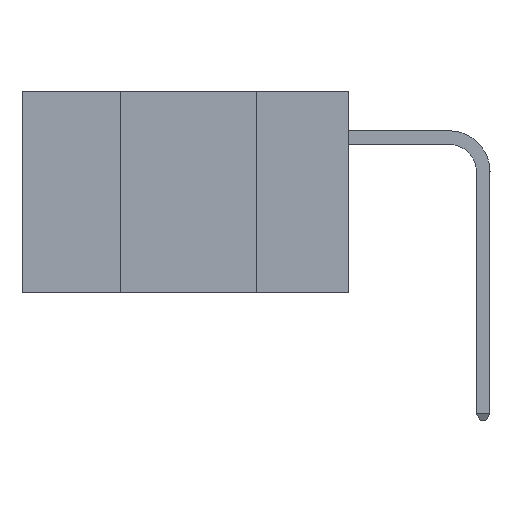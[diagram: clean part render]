
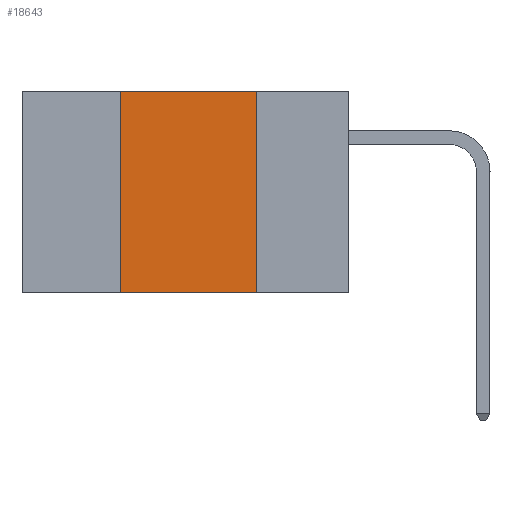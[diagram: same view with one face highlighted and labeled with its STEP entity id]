
A CAD part, left-side view. The second image highlights one B-rep face of the part: STEP entity #18643.
In plain terms, the highlighted planar face has unit normal (-1, 0, 0).
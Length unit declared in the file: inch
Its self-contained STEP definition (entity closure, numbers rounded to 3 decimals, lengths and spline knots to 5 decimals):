
#3 = CARTESIAN_POINT ( 'NONE',  ( 0., 0.6, 0. ) ) ;
#72 = DIRECTION ( 'NONE',  ( 0., 0., -1. ) ) ;
#165 = LINE ( 'NONE', #6833, #19150 ) ;
#725 = ORIENTED_EDGE ( 'NONE', *, *, #15819, .F. ) ;
#1423 = CARTESIAN_POINT ( 'NONE',  ( 0., 0.42, -0.37 ) ) ;
#1771 = DIRECTION ( 'NONE',  ( 0., 0., 1. ) ) ;
#2212 = ORIENTED_EDGE ( 'NONE', *, *, #23266, .T. ) ;
#2548 = VERTEX_POINT ( 'NONE', #13352 ) ;
#3639 = ORIENTED_EDGE ( 'NONE', *, *, #21778, .F. ) ;
#6489 = ORIENTED_EDGE ( 'NONE', *, *, #12120, .F. ) ;
#6830 = CARTESIAN_POINT ( 'NONE',  ( 0., 0.17, -0.37 ) ) ;
#6833 = CARTESIAN_POINT ( 'NONE',  ( 0., 0.6, 0. ) ) ;
#6884 = CARTESIAN_POINT ( 'NONE',  ( 0., 0.6, -0.37 ) ) ;
#8157 = CARTESIAN_POINT ( 'NONE',  ( 0., 0.42, 0. ) ) ;
#8187 = VECTOR ( 'NONE', #10405, 39.37008 ) ;
#10028 = AXIS2_PLACEMENT_3D ( 'NONE', #3, #11103, #72 ) ;
#10405 = DIRECTION ( 'NONE',  ( 0., 0., -1. ) ) ;
#11103 = DIRECTION ( 'NONE',  ( 1., 0., 0. ) ) ;
#12120 = EDGE_CURVE ( 'NONE', #21162, #19533, #22417, .T. ) ;
#13150 = VERTEX_POINT ( 'NONE', #6830 ) ;
#13352 = CARTESIAN_POINT ( 'NONE',  ( 0., 0.17, 0. ) ) ;
#14567 = CARTESIAN_POINT ( 'NONE',  ( 0., 0.42, 0. ) ) ;
#15819 = EDGE_CURVE ( 'NONE', #2548, #13150, #17999, .T. ) ;
#16492 = VECTOR ( 'NONE', #19614, 39.37008 ) ;
#17076 = LINE ( 'NONE', #6884, #16492 ) ;
#17999 = LINE ( 'NONE', #23181, #8187 ) ;
#18643 = ADVANCED_FACE ( 'NONE', ( #21212 ), #22037, .F. ) ;
#19150 = VECTOR ( 'NONE', #23262, 39.37008 ) ;
#19533 = VERTEX_POINT ( 'NONE', #8157 ) ;
#19614 = DIRECTION ( 'NONE',  ( 0., -1., 0. ) ) ;
#20916 = EDGE_LOOP ( 'NONE', ( #725, #3639, #6489, #2212 ) ) ;
#21162 = VERTEX_POINT ( 'NONE', #1423 ) ;
#21212 = FACE_OUTER_BOUND ( 'NONE', #20916, .T. ) ;
#21778 = EDGE_CURVE ( 'NONE', #19533, #2548, #165, .T. ) ;
#21865 = VECTOR ( 'NONE', #1771, 39.37008 ) ;
#22037 = PLANE ( 'NONE',  #10028 ) ;
#22417 = LINE ( 'NONE', #14567, #21865 ) ;
#23181 = CARTESIAN_POINT ( 'NONE',  ( 0., 0.17, 0. ) ) ;
#23262 = DIRECTION ( 'NONE',  ( 0., -1., 0. ) ) ;
#23266 = EDGE_CURVE ( 'NONE', #21162, #13150, #17076, .T. ) ;
